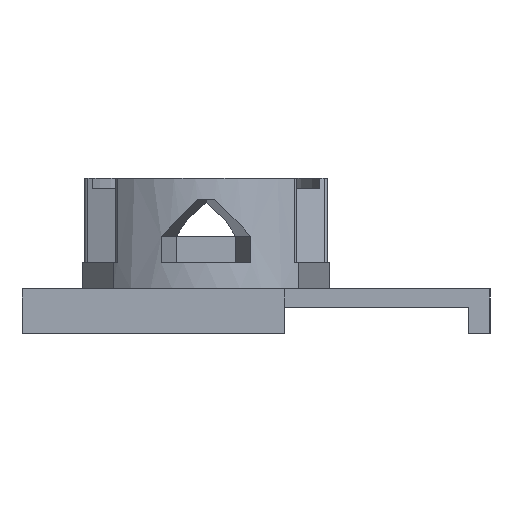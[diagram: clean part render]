
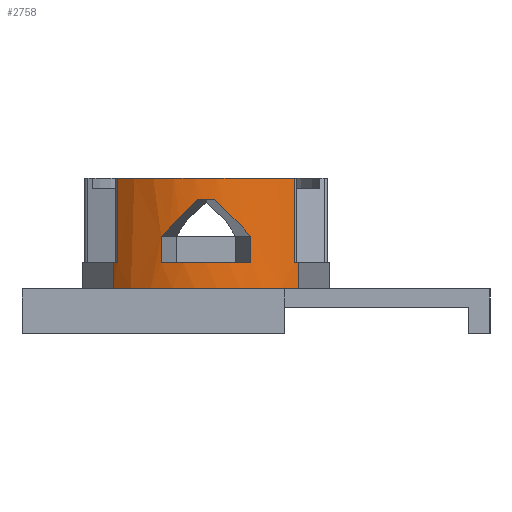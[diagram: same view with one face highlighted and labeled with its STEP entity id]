
A CAD part, left-side view. The second image highlights one B-rep face of the part: STEP entity #2758.
In plain terms, the highlighted cylindrical face has radius 24.95 mm (diameter 49.9 mm), a partial arc.
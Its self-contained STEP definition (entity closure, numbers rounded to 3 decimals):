
#32=FACE_BOUND('',#335,.T.);
#50=ELLIPSE('',#2865,35.285,24.95);
#51=ELLIPSE('',#2868,35.285,24.95);
#86=CYLINDRICAL_SURFACE('',#3003,24.95);
#186=FACE_OUTER_BOUND('',#334,.T.);
#334=EDGE_LOOP('',(#2256,#2257,#2258,#2259,#2260,#2261,#2262,#2263));
#335=EDGE_LOOP('',(#2264,#2265,#2266,#2267,#2268,#2269));
#447=LINE('',#3975,#760);
#465=LINE('',#4055,#778);
#473=LINE('',#4079,#786);
#517=LINE('',#4219,#830);
#579=LINE('',#4366,#892);
#594=LINE('',#4395,#907);
#760=VECTOR('',#3186,10.);
#778=VECTOR('',#3260,10.);
#786=VECTOR('',#3282,10.);
#830=VECTOR('',#3436,10.);
#892=VECTOR('',#3576,10.);
#907=VECTOR('',#3605,10.);
#1029=CIRCLE('',#2860,24.95);
#1046=CIRCLE('',#2898,24.95);
#1073=CIRCLE('',#2961,24.95);
#1074=CIRCLE('',#2962,24.95);
#1077=CIRCLE('',#2966,24.95);
#1084=CIRCLE('',#3004,24.95);
#1129=VERTEX_POINT('',#3948);
#1130=VERTEX_POINT('',#3950);
#1135=VERTEX_POINT('',#3966);
#1137=VERTEX_POINT('',#3973);
#1138=VERTEX_POINT('',#3977);
#1169=VERTEX_POINT('',#4051);
#1171=VERTEX_POINT('',#4054);
#1177=VERTEX_POINT('',#4070);
#1180=VERTEX_POINT('',#4078);
#1221=VERTEX_POINT('',#4218);
#1229=VERTEX_POINT('',#4241);
#1241=VERTEX_POINT('',#4267);
#1267=VERTEX_POINT('',#4365);
#1274=VERTEX_POINT('',#4393);
#1405=EDGE_CURVE('',#1129,#1130,#1029,.T.);
#1414=EDGE_CURVE('',#1135,#1129,#50,.T.);
#1418=EDGE_CURVE('',#1137,#1135,#447,.T.);
#1419=EDGE_CURVE('',#1130,#1138,#51,.T.);
#1456=EDGE_CURVE('',#1169,#1171,#465,.T.);
#1464=EDGE_CURVE('',#1171,#1177,#1046,.T.);
#1468=EDGE_CURVE('',#1177,#1180,#473,.T.);
#1539=EDGE_CURVE('',#1221,#1138,#517,.T.);
#1551=EDGE_CURVE('',#1180,#1229,#1073,.T.);
#1566=EDGE_CURVE('',#1241,#1169,#1074,.T.);
#1570=EDGE_CURVE('',#1137,#1221,#1077,.T.);
#1613=EDGE_CURVE('',#1229,#1267,#579,.T.);
#1628=EDGE_CURVE('',#1241,#1274,#594,.T.);
#1629=EDGE_CURVE('',#1267,#1274,#1084,.T.);
#2256=ORIENTED_EDGE('',*,*,#1566,.F.);
#2257=ORIENTED_EDGE('',*,*,#1628,.T.);
#2258=ORIENTED_EDGE('',*,*,#1629,.F.);
#2259=ORIENTED_EDGE('',*,*,#1613,.F.);
#2260=ORIENTED_EDGE('',*,*,#1551,.F.);
#2261=ORIENTED_EDGE('',*,*,#1468,.F.);
#2262=ORIENTED_EDGE('',*,*,#1464,.F.);
#2263=ORIENTED_EDGE('',*,*,#1456,.F.);
#2264=ORIENTED_EDGE('',*,*,#1539,.T.);
#2265=ORIENTED_EDGE('',*,*,#1419,.F.);
#2266=ORIENTED_EDGE('',*,*,#1405,.F.);
#2267=ORIENTED_EDGE('',*,*,#1414,.F.);
#2268=ORIENTED_EDGE('',*,*,#1418,.F.);
#2269=ORIENTED_EDGE('',*,*,#1570,.T.);
#2758=ADVANCED_FACE('',(#186,#32),#86,.T.);
#2860=AXIS2_PLACEMENT_3D('',#3951,#3162,#3163);
#2865=AXIS2_PLACEMENT_3D('',#3968,#3179,#3180);
#2868=AXIS2_PLACEMENT_3D('',#3978,#3189,#3190);
#2898=AXIS2_PLACEMENT_3D('',#4071,#3273,#3274);
#2961=AXIS2_PLACEMENT_3D('',#4242,#3455,#3456);
#2962=AXIS2_PLACEMENT_3D('',#4269,#3471,#3472);
#2966=AXIS2_PLACEMENT_3D('',#4276,#3480,#3481);
#3003=AXIS2_PLACEMENT_3D('',#4396,#3606,#3607);
#3004=AXIS2_PLACEMENT_3D('',#4397,#3608,#3609);
#3162=DIRECTION('center_axis',(0.,0.,-1.));
#3163=DIRECTION('ref_axis',(1.,0.,0.));
#3179=DIRECTION('center_axis',(-0.242,0.664,-0.707));
#3180=DIRECTION('ref_axis',(0.242,-0.664,-0.707));
#3186=DIRECTION('',(0.,0.,1.));
#3189=DIRECTION('center_axis',(-0.242,-0.664,-0.707));
#3190=DIRECTION('ref_axis',(-0.242,-0.664,0.707));
#3260=DIRECTION('',(0.,0.,1.));
#3273=DIRECTION('center_axis',(0.,0.,1.));
#3274=DIRECTION('ref_axis',(1.,0.,0.));
#3282=DIRECTION('',(0.,0.,-1.));
#3436=DIRECTION('',(0.,0.,1.));
#3455=DIRECTION('center_axis',(0.,0.,1.));
#3456=DIRECTION('ref_axis',(-0.707,-0.707,0.));
#3471=DIRECTION('center_axis',(0.,0.,1.));
#3472=DIRECTION('ref_axis',(-0.707,-0.707,0.));
#3480=DIRECTION('center_axis',(0.,0.,-1.));
#3481=DIRECTION('ref_axis',(-0.707,-0.707,0.));
#3576=DIRECTION('',(0.,0.,-1.));
#3605=DIRECTION('',(0.,0.,-1.));
#3606=DIRECTION('center_axis',(0.,0.,-1.));
#3607=DIRECTION('ref_axis',(-0.707,-0.707,0.));
#3608=DIRECTION('center_axis',(0.,0.,-1.));
#3609=DIRECTION('ref_axis',(-0.707,-0.707,0.));
#3948=CARTESIAN_POINT('',(-40.398,-1.613,8.));
#3950=CARTESIAN_POINT('',(-40.398,1.613,8.));
#3951=CARTESIAN_POINT('Origin',(-15.5,0.,8.));
#3966=CARTESIAN_POINT('',(-38.945,-8.533,1.));
#3968=CARTESIAN_POINT('Origin',(-15.5,0.,1.));
#3973=CARTESIAN_POINT('',(-38.945,-8.533,-4.));
#3975=CARTESIAN_POINT('',(-38.945,-8.533,-4.));
#3977=CARTESIAN_POINT('',(-38.945,8.533,1.));
#3978=CARTESIAN_POINT('Origin',(-15.5,0.,1.));
#4051=CARTESIAN_POINT('',(-33.864,16.89,-4.));
#4054=CARTESIAN_POINT('',(-33.864,16.89,12.));
#4055=CARTESIAN_POINT('',(-33.864,16.89,-4.));
#4070=CARTESIAN_POINT('',(-33.864,-16.89,12.));
#4071=CARTESIAN_POINT('Origin',(-15.5,0.,12.));
#4078=CARTESIAN_POINT('',(-33.864,-16.89,-4.));
#4079=CARTESIAN_POINT('',(-33.864,-16.89,-4.));
#4218=CARTESIAN_POINT('',(-38.945,8.533,-4.));
#4219=CARTESIAN_POINT('',(-38.945,8.533,-4.));
#4241=CARTESIAN_POINT('',(-33.142,-17.642,-4.));
#4242=CARTESIAN_POINT('Origin',(-15.5,0.,-4.));
#4267=CARTESIAN_POINT('',(-33.142,17.642,-4.));
#4269=CARTESIAN_POINT('Origin',(-15.5,0.,-4.));
#4276=CARTESIAN_POINT('Origin',(-15.5,0.,-4.));
#4365=CARTESIAN_POINT('',(-33.142,-17.642,-9.));
#4366=CARTESIAN_POINT('',(-33.142,-17.642,-4.));
#4393=CARTESIAN_POINT('',(-33.142,17.642,-9.));
#4395=CARTESIAN_POINT('',(-33.142,17.642,-4.));
#4396=CARTESIAN_POINT('Origin',(-15.5,0.,-4.));
#4397=CARTESIAN_POINT('Origin',(-15.5,0.,-9.));
